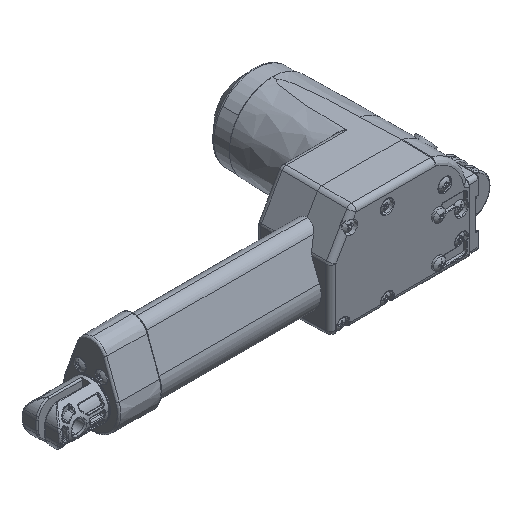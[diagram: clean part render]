
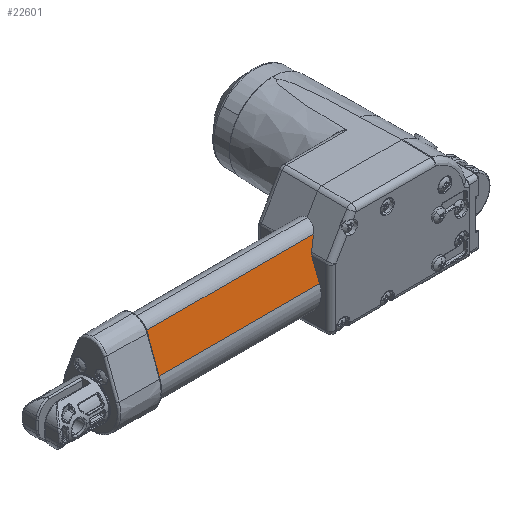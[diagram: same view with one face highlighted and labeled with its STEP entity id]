
A CAD part, isometric view. The second image highlights one B-rep face of the part: STEP entity #22601.
In plain terms, the highlighted planar face has unit normal (0, -0.935, 0.355).
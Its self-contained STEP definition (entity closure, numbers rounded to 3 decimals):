
#1115 = CARTESIAN_POINT ( 'NONE',  ( -69.433, -8.18, 33.106 ) ) ;
#1151 = CARTESIAN_POINT ( 'NONE',  ( -203.38, -8.18, 33.106 ) ) ;
#1180 = DIRECTION ( 'NONE',  ( -1., 0., 0. ) ) ;
#1181 = VECTOR ( 'NONE', #1180, 1000. ) ;
#1182 = CARTESIAN_POINT ( 'NONE',  ( -18.3, -8.18, 33.106 ) ) ;
#1188 = LINE ( 'NONE', #1182, #1181 ) ;
#14944 = PLANE ( 'NONE',  #14945 ) ;
#14945 = AXIS2_PLACEMENT_3D ( 'NONE', #15003, #15002, #15001 ) ;
#14946 = FACE_OUTER_BOUND ( 'NONE', #22458, .T. ) ;
#14967 = DIRECTION ( 'NONE',  ( -1., 0., 0. ) ) ;
#14968 = VECTOR ( 'NONE', #14967, 1000. ) ;
#14969 = CARTESIAN_POINT ( 'NONE',  ( -18.3, -18.136, 6.887 ) ) ;
#14970 = LINE ( 'NONE', #14969, #14968 ) ;
#15001 = DIRECTION ( 'NONE',  ( 0., 0.355, 0.935 ) ) ;
#15002 = DIRECTION ( 'NONE',  ( 0., -0.935, 0.355 ) ) ;
#15003 = CARTESIAN_POINT ( 'NONE',  ( -18.3, -18.136, 6.887 ) ) ;
#22458 = EDGE_LOOP ( 'NONE', ( #22460, #22462, #22464, #22563, #22565, #22567 ) ) ;
#22460 = ORIENTED_EDGE ( 'NONE', *, *, #37286, .T. ) ;
#22462 = ORIENTED_EDGE ( 'NONE', *, *, #30630, .T. ) ;
#22464 = ORIENTED_EDGE ( 'NONE', *, *, #22562, .F. ) ;
#22562 = EDGE_CURVE ( 'NONE', #35130, #30621, #14970, .T. ) ;
#22563 = ORIENTED_EDGE ( 'NONE', *, *, #35129, .T. ) ;
#22565 = ORIENTED_EDGE ( 'NONE', *, *, #34435, .T. ) ;
#22567 = ORIENTED_EDGE ( 'NONE', *, *, #35078, .T. ) ;
#22601 = ADVANCED_FACE ( 'NONE', ( #14946 ), #14944, .T. ) ;
#30621 = VERTEX_POINT ( 'NONE', #46796 ) ;
#30630 = EDGE_CURVE ( 'NONE', #37264, #30621, #46892, .T. ) ;
#34435 = EDGE_CURVE ( 'NONE', #34437, #34440, #60224, .T. ) ;
#34437 = VERTEX_POINT ( 'NONE', #60226 ) ;
#34440 = VERTEX_POINT ( 'NONE', #60225 ) ;
#35078 = EDGE_CURVE ( 'NONE', #34440, #37249, #61367, .T. ) ;
#35129 = EDGE_CURVE ( 'NONE', #35130, #34437, #61408, .T. ) ;
#35130 = VERTEX_POINT ( 'NONE', #61401 ) ;
#37249 = VERTEX_POINT ( 'NONE', #1115 ) ;
#37264 = VERTEX_POINT ( 'NONE', #1151 ) ;
#37286 = EDGE_CURVE ( 'NONE', #37249, #37264, #1188, .T. ) ;
#46796 = CARTESIAN_POINT ( 'NONE',  ( -203.38, -18.136, 6.887 ) ) ;
#46888 = DIRECTION ( 'NONE',  ( 0., -0.355, -0.935 ) ) ;
#46890 = VECTOR ( 'NONE', #46888, 1000. ) ;
#46891 = CARTESIAN_POINT ( 'NONE',  ( -203.38, -18.136, 6.887 ) ) ;
#46892 = LINE ( 'NONE', #46891, #46890 ) ;
#60219 = CARTESIAN_POINT ( 'NONE',  ( -74.265, -11.401, 24.625 ) ) ;
#60220 = CARTESIAN_POINT ( 'NONE',  ( -74.614, -11.633, 24.012 ) ) ;
#60221 = CARTESIAN_POINT ( 'NONE',  ( -74.792, -11.893, 23.329 ) ) ;
#60222 = CARTESIAN_POINT ( 'NONE',  ( -74.788, -12.161, 22.621 ) ) ;
#60224 =( BOUNDED_CURVE ( )  B_SPLINE_CURVE ( 3, ( #60222, #60221, #60220, #60219 ),
 .UNSPECIFIED., .F., .T. ) 
 B_SPLINE_CURVE_WITH_KNOTS ( ( 4, 4 ),
 ( 1.616, 2.14 ),
 .UNSPECIFIED. ) 
 CURVE ( )  GEOMETRIC_REPRESENTATION_ITEM ( )  RATIONAL_B_SPLINE_CURVE ( ( 1., 0.977, 0.977, 1. ) ) 
 REPRESENTATION_ITEM ( '' )  );
#60225 = CARTESIAN_POINT ( 'NONE',  ( -74.265, -11.401, 24.625 ) ) ;
#60226 = CARTESIAN_POINT ( 'NONE',  ( -74.788, -12.161, 22.621 ) ) ;
#61361 = DIRECTION ( 'NONE',  ( 0.47, 0.313, 0.825 ) ) ;
#61362 = VECTOR ( 'NONE', #61361, 1000. ) ;
#61363 = CARTESIAN_POINT ( 'NONE',  ( -74.07, -11.271, 24.968 ) ) ;
#61367 = LINE ( 'NONE', #61363, #61362 ) ;
#61401 = CARTESIAN_POINT ( 'NONE',  ( -74.683, -18.136, 6.887 ) ) ;
#61402 = DIRECTION ( 'NONE',  ( -0.006, 0.355, 0.935 ) ) ;
#61403 = VECTOR ( 'NONE', #61402, 1000. ) ;
#61404 = CARTESIAN_POINT ( 'NONE',  ( -74.513, -27.876, -18.761 ) ) ;
#61408 = LINE ( 'NONE', #61404, #61403 ) ;
